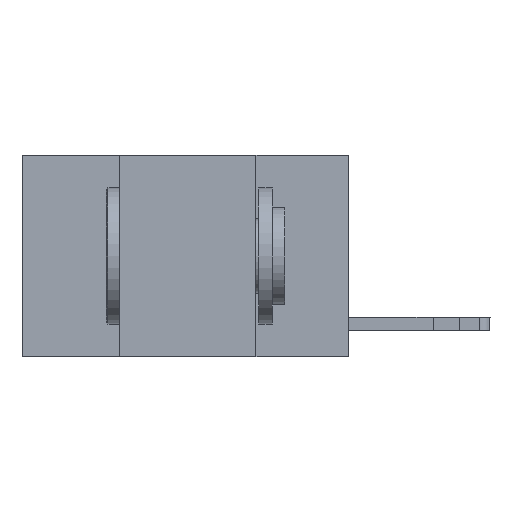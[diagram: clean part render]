
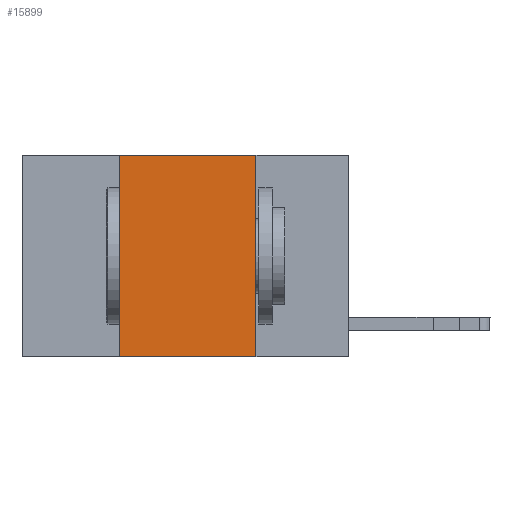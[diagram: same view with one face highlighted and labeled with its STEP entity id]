
A CAD part, left-side view. The second image highlights one B-rep face of the part: STEP entity #15899.
In plain terms, the highlighted planar face has unit normal (-1, 0, 0).
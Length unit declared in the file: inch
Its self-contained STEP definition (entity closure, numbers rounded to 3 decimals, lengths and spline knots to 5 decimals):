
#30 = CARTESIAN_POINT ( 'NONE',  ( 0., 0.17, -0.37 ) ) ;
#130 = VECTOR ( 'NONE', #8362, 39.37008 ) ;
#273 = DIRECTION ( 'NONE',  ( 1., 0., 0. ) ) ;
#606 = ORIENTED_EDGE ( 'NONE', *, *, #3165, .F. ) ;
#628 = VERTEX_POINT ( 'NONE', #4759 ) ;
#1564 = FACE_OUTER_BOUND ( 'NONE', #13555, .T. ) ;
#2126 = VERTEX_POINT ( 'NONE', #11197 ) ;
#2323 = ORIENTED_EDGE ( 'NONE', *, *, #10787, .T. ) ;
#2626 = LINE ( 'NONE', #13567, #9259 ) ;
#3165 = EDGE_CURVE ( 'NONE', #628, #9405, #14759, .T. ) ;
#3875 = PLANE ( 'NONE',  #8739 ) ;
#4759 = CARTESIAN_POINT ( 'NONE',  ( 0., 0.42, 0. ) ) ;
#4873 = ORIENTED_EDGE ( 'NONE', *, *, #12810, .F. ) ;
#5276 = ORIENTED_EDGE ( 'NONE', *, *, #14617, .F. ) ;
#5952 = CARTESIAN_POINT ( 'NONE',  ( 0., 0.42, 0. ) ) ;
#8251 = VECTOR ( 'NONE', #9741, 39.37008 ) ;
#8362 = DIRECTION ( 'NONE',  ( 0., 0., -1. ) ) ;
#8727 = DIRECTION ( 'NONE',  ( 0., -1., 0. ) ) ;
#8739 = AXIS2_PLACEMENT_3D ( 'NONE', #15106, #273, #9961 ) ;
#8815 = VECTOR ( 'NONE', #9844, 39.37008 ) ;
#9259 = VECTOR ( 'NONE', #8727, 39.37008 ) ;
#9405 = VERTEX_POINT ( 'NONE', #10082 ) ;
#9741 = DIRECTION ( 'NONE',  ( 0., -1., 0. ) ) ;
#9755 = LINE ( 'NONE', #5952, #8815 ) ;
#9844 = DIRECTION ( 'NONE',  ( 0., 0., 1. ) ) ;
#9961 = DIRECTION ( 'NONE',  ( 0., 0., -1. ) ) ;
#10082 = CARTESIAN_POINT ( 'NONE',  ( 0., 0.17, 0. ) ) ;
#10787 = EDGE_CURVE ( 'NONE', #2126, #10798, #2626, .T. ) ;
#10798 = VERTEX_POINT ( 'NONE', #30 ) ;
#11197 = CARTESIAN_POINT ( 'NONE',  ( 0., 0.42, -0.37 ) ) ;
#12810 = EDGE_CURVE ( 'NONE', #2126, #628, #9755, .T. ) ;
#13555 = EDGE_LOOP ( 'NONE', ( #5276, #606, #4873, #2323 ) ) ;
#13567 = CARTESIAN_POINT ( 'NONE',  ( 0., 0.6, -0.37 ) ) ;
#14590 = CARTESIAN_POINT ( 'NONE',  ( 0., 0.6, 0. ) ) ;
#14617 = EDGE_CURVE ( 'NONE', #9405, #10798, #14756, .T. ) ;
#14756 = LINE ( 'NONE', #15740, #130 ) ;
#14759 = LINE ( 'NONE', #14590, #8251 ) ;
#15106 = CARTESIAN_POINT ( 'NONE',  ( 0., 0.6, 0. ) ) ;
#15740 = CARTESIAN_POINT ( 'NONE',  ( 0., 0.17, 0. ) ) ;
#15899 = ADVANCED_FACE ( 'NONE', ( #1564 ), #3875, .F. ) ;
